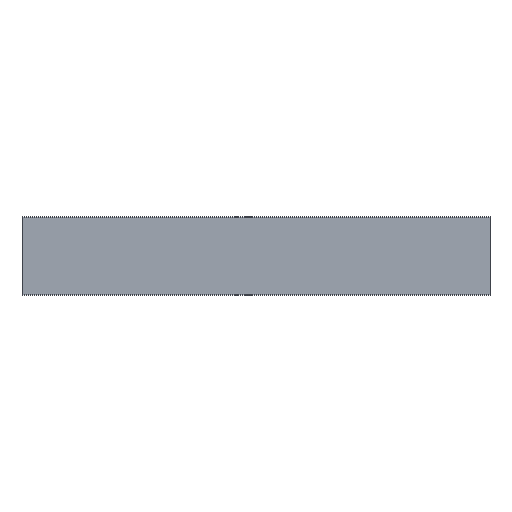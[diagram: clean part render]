
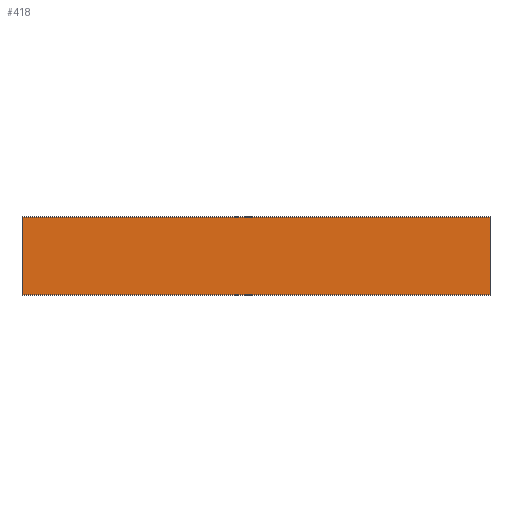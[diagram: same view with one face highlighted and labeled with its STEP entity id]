
A CAD part, top view. The second image highlights one B-rep face of the part: STEP entity #418.
In plain terms, the highlighted planar face has unit normal (0, 0, 1).
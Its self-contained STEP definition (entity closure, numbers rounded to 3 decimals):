
#24=PLANE('',#466);
#46=FACE_OUTER_BOUND('',#68,.T.);
#68=EDGE_LOOP('',(#362,#363,#364,#365));
#70=LINE('',#604,#106);
#89=LINE('',#664,#125);
#104=LINE('',#717,#140);
#105=LINE('',#719,#141);
#106=VECTOR('',#474,1.);
#125=VECTOR('',#535,1.);
#140=VECTOR('',#592,1.);
#141=VECTOR('',#595,1.);
#166=VERTEX_POINT('',#600);
#168=VERTEX_POINT('',#603);
#188=VERTEX_POINT('',#663);
#205=VERTEX_POINT('',#715);
#207=EDGE_CURVE('',#166,#168,#70,.T.);
#237=EDGE_CURVE('',#188,#168,#89,.T.);
#264=EDGE_CURVE('',#205,#188,#104,.T.);
#265=EDGE_CURVE('',#166,#205,#105,.T.);
#362=ORIENTED_EDGE('',*,*,#265,.T.);
#363=ORIENTED_EDGE('',*,*,#264,.T.);
#364=ORIENTED_EDGE('',*,*,#237,.T.);
#365=ORIENTED_EDGE('',*,*,#207,.F.);
#418=ADVANCED_FACE('',(#46),#24,.T.);
#466=AXIS2_PLACEMENT_3D('',#718,#593,#594);
#474=DIRECTION('',(1.,0.,0.));
#535=DIRECTION('',(0.,1.,0.));
#592=DIRECTION('',(1.,0.,0.));
#593=DIRECTION('center_axis',(0.,0.,1.));
#594=DIRECTION('ref_axis',(0.,-1.,0.));
#595=DIRECTION('',(0.,-1.,0.));
#600=CARTESIAN_POINT('',(30.458,542.363,0.75));
#603=CARTESIAN_POINT('',(3030.458,542.363,0.75));
#604=CARTESIAN_POINT('',(30.458,542.363,0.75));
#663=CARTESIAN_POINT('',(3030.458,46.363,0.75));
#664=CARTESIAN_POINT('',(3030.458,244.363,0.75));
#715=CARTESIAN_POINT('',(30.458,46.363,0.75));
#717=CARTESIAN_POINT('',(30.458,46.363,0.75));
#718=CARTESIAN_POINT('Origin',(30.458,244.363,0.75));
#719=CARTESIAN_POINT('',(30.458,244.363,0.75));
